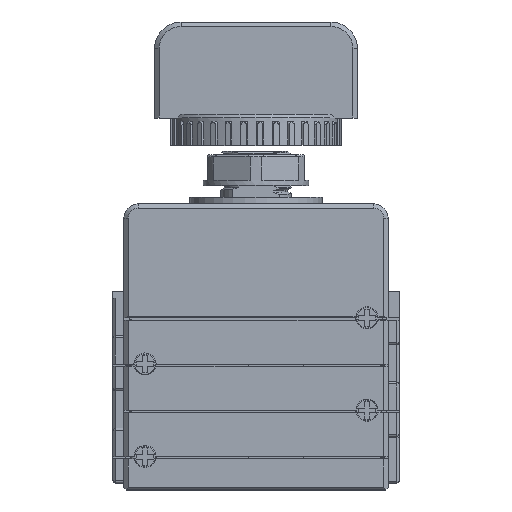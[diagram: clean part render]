
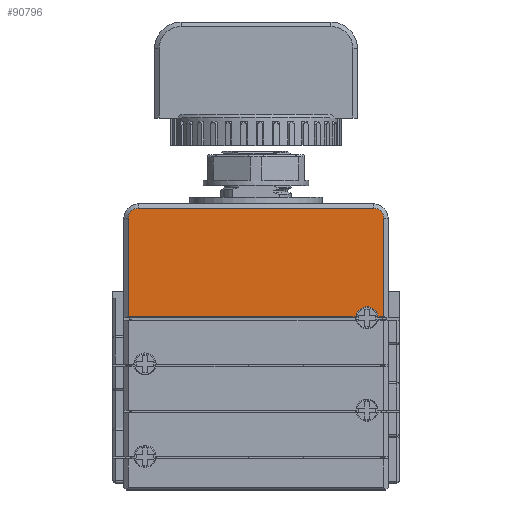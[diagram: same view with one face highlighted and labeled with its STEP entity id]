
A CAD part, top view. The second image highlights one B-rep face of the part: STEP entity #90796.
In plain terms, the highlighted planar face has unit normal (0, 0, 1).
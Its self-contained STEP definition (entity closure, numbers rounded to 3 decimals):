
#3685=DIRECTION('',(0.,1.,0.));
#3686=VECTOR('',#3685,22.4);
#3687=CARTESIAN_POINT('',(29.,6.2,22.5));
#3688=LINE('',#3687,#3686);
#3697=CARTESIAN_POINT('',(-26.7,28.6,22.5));
#3698=DIRECTION('',(0.,0.,1.));
#3699=DIRECTION('',(0.,1.,0.));
#3700=AXIS2_PLACEMENT_3D('',#3697,#3698,#3699);
#3702=DIRECTION('',(-1.,0.,0.));
#3703=VECTOR('',#3702,53.4);
#3704=CARTESIAN_POINT('',(26.7,30.9,22.5));
#3705=LINE('',#3704,#3703);
#3706=CARTESIAN_POINT('',(26.7,28.6,22.5));
#3707=DIRECTION('',(0.,0.,1.));
#3708=DIRECTION('',(1.,0.,0.));
#3709=AXIS2_PLACEMENT_3D('',#3706,#3707,#3708);
#3711=DIRECTION('',(1.,0.,0.));
#3712=VECTOR('',#3711,1.305);
#3713=CARTESIAN_POINT('',(27.695,6.2,22.5));
#3714=LINE('',#3713,#3712);
#3715=CARTESIAN_POINT('',(25.2,6.05,22.5));
#3716=DIRECTION('',(0.,0.,1.));
#3717=DIRECTION('',(0.998,0.06,0.));
#3718=AXIS2_PLACEMENT_3D('',#3715,#3716,#3717);
#3720=DIRECTION('',(1.,0.,0.));
#3721=VECTOR('',#3720,51.705);
#3722=CARTESIAN_POINT('',(-29.,6.2,22.5));
#3723=LINE('',#3722,#3721);
#3732=DIRECTION('',(0.,-1.,0.));
#3733=VECTOR('',#3732,22.4);
#3734=CARTESIAN_POINT('',(-29.,28.6,22.5));
#3735=LINE('',#3734,#3733);
#81725=CARTESIAN_POINT('',(27.695,6.2,22.5));
#81727=VERTEX_POINT('',#81725);
#81729=CARTESIAN_POINT('',(22.705,6.2,22.5));
#81731=VERTEX_POINT('',#81729);
#81796=CARTESIAN_POINT('',(-29.,6.2,22.5));
#81797=VERTEX_POINT('',#81796);
#81798=CARTESIAN_POINT('',(29.,6.2,22.5));
#81799=VERTEX_POINT('',#81798);
#83201=CARTESIAN_POINT('',(-26.7,30.9,22.5));
#83202=CARTESIAN_POINT('',(-29.,28.6,22.5));
#83203=VERTEX_POINT('',#83201);
#83204=VERTEX_POINT('',#83202);
#83209=CARTESIAN_POINT('',(26.7,30.9,22.5));
#83210=VERTEX_POINT('',#83209);
#83213=CARTESIAN_POINT('',(29.,28.6,22.5));
#83214=VERTEX_POINT('',#83213);
#90774=CARTESIAN_POINT('',(-30.,10.5,22.5));
#90775=DIRECTION('',(0.,0.,1.));
#90776=DIRECTION('',(1.,0.,0.));
#90777=AXIS2_PLACEMENT_3D('',#90774,#90775,#90776);
#90778=PLANE('',#90777);
#90780=ORIENTED_EDGE('',*,*,#90779,.F.);
#90782=ORIENTED_EDGE('',*,*,#90781,.F.);
#90784=ORIENTED_EDGE('',*,*,#90783,.F.);
#90786=ORIENTED_EDGE('',*,*,#90785,.F.);
#90787=ORIENTED_EDGE('',*,*,#90760,.F.);
#90789=ORIENTED_EDGE('',*,*,#90788,.F.);
#90791=ORIENTED_EDGE('',*,*,#90790,.T.);
#90793=ORIENTED_EDGE('',*,*,#90792,.F.);
#90794=EDGE_LOOP('',(#90780,#90782,#90784,#90786,#90787,#90789,#90791,#90793));
#90795=FACE_OUTER_BOUND('',#90794,.F.);
#90796=ADVANCED_FACE('',(#90795),#90778,.T.);
#3701=CIRCLE('',#3700,2.3);
#3710=CIRCLE('',#3709,2.3);
#3719=CIRCLE('',#3718,2.5);
#90760=EDGE_CURVE('',#81799,#83214,#3688,.T.);
#90779=EDGE_CURVE('',#83204,#81797,#3735,.T.);
#90781=EDGE_CURVE('',#83203,#83204,#3701,.T.);
#90783=EDGE_CURVE('',#83210,#83203,#3705,.T.);
#90785=EDGE_CURVE('',#83214,#83210,#3710,.T.);
#90788=EDGE_CURVE('',#81727,#81799,#3714,.T.);
#90790=EDGE_CURVE('',#81727,#81731,#3719,.T.);
#90792=EDGE_CURVE('',#81797,#81731,#3723,.T.);
